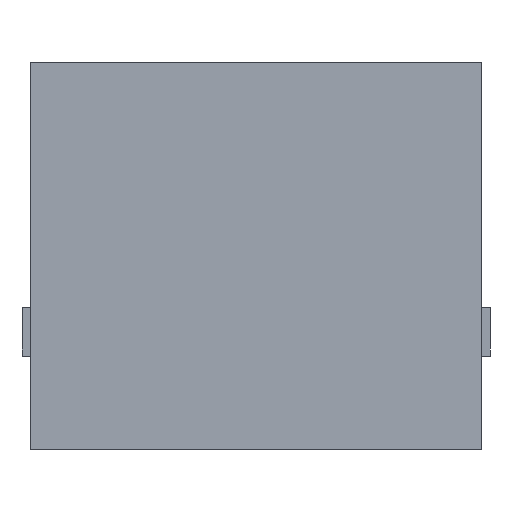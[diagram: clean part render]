
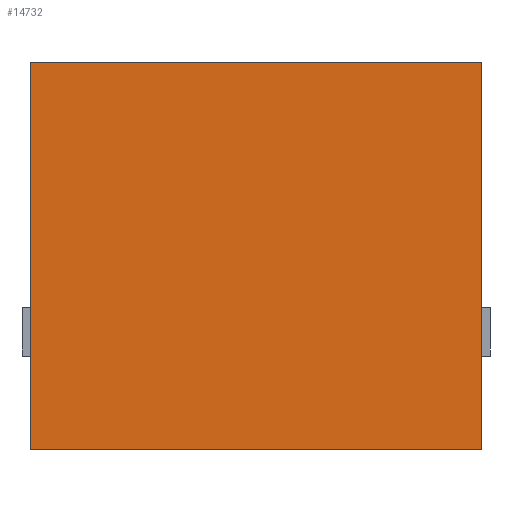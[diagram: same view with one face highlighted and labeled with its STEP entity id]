
A CAD part, front view. The second image highlights one B-rep face of the part: STEP entity #14732.
In plain terms, the highlighted planar face has unit normal (0, -1, 0).
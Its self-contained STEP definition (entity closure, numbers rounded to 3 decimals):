
#392 = CARTESIAN_POINT ( 'NONE',  ( -13.35, 0., 5.2 ) ) ;
#985 = VERTEX_POINT ( 'NONE', #32933 ) ;
#1121 = CARTESIAN_POINT ( 'NONE',  ( 0.65, 0., 5.2 ) ) ;
#1357 = EDGE_CURVE ( 'Defeature ausgef�hrt2_40+Defeature ausgef�hrt2_9+Defeature ausgef�hrt2_39+Defeature ausgef�hrt2_41', #2996, #19289, #14219, .T. ) ;
#2996 = VERTEX_POINT ( 'NONE', #392 ) ;
#3493 = CARTESIAN_POINT ( 'NONE',  ( 0.65, 0., -6.8 ) ) ;
#4500 = EDGE_LOOP ( 'NONE', ( #18955, #21410, #13541, #29938 ) ) ;
#4859 = VECTOR ( 'NONE', #16753, 1000. ) ;
#5138 = EDGE_CURVE ( 'Defeature ausgef�hrt2_42+Defeature ausgef�hrt2_9+Defeature ausgef�hrt2_41+Defeature ausgef�hrt2_39', #985, #5599, #9246, .T. ) ;
#5599 = VERTEX_POINT ( 'NONE', #20237 ) ;
#7766 = CARTESIAN_POINT ( 'NONE',  ( -81.3, 0., 50.8 ) ) ;
#7936 = LINE ( 'NONE', #8210, #10691 ) ;
#8210 = CARTESIAN_POINT ( 'NONE',  ( -13.35, 0., -6.8 ) ) ;
#9246 = LINE ( 'NONE', #29342, #4859 ) ;
#10691 = VECTOR ( 'NONE', #15685, 1000. ) ;
#11319 = LINE ( 'NONE', #3493, #22451 ) ;
#12922 = DIRECTION ( 'NONE',  ( 0., 1., 0. ) ) ;
#13541 = ORIENTED_EDGE ( 'NONE', *, *, #5138, .F. ) ;
#14075 = CARTESIAN_POINT ( 'NONE',  ( -13.35, 0., 5.2 ) ) ;
#14219 = LINE ( 'NONE', #14075, #32905 ) ;
#14732 = ADVANCED_FACE ( 'Defeature ausgef�hrt2_9', ( #22476 ), #17481, .F. ) ;
#15685 = DIRECTION ( 'NONE',  ( 0., 0., 1. ) ) ;
#16753 = DIRECTION ( 'NONE',  ( -1., 0., 0. ) ) ;
#17481 = PLANE ( 'NONE',  #22410 ) ;
#18592 = DIRECTION ( 'NONE',  ( 0., 0., -1. ) ) ;
#18867 = DIRECTION ( 'NONE',  ( 1., 0., 0. ) ) ;
#18955 = ORIENTED_EDGE ( 'NONE', *, *, #1357, .F. ) ;
#19289 = VERTEX_POINT ( 'NONE', #1121 ) ;
#20237 = CARTESIAN_POINT ( 'NONE',  ( -13.35, 0., -6.8 ) ) ;
#20471 = DIRECTION ( 'NONE',  ( 0., 0., 1. ) ) ;
#21410 = ORIENTED_EDGE ( 'NONE', *, *, #21916, .F. ) ;
#21916 = EDGE_CURVE ( 'Defeature ausgef�hrt2_39+Defeature ausgef�hrt2_9+Defeature ausgef�hrt2_42+Defeature ausgef�hrt2_40', #5599, #2996, #7936, .T. ) ;
#22410 = AXIS2_PLACEMENT_3D ( 'NONE', #7766, #12922, #20471 ) ;
#22451 = VECTOR ( 'NONE', #18592, 1000. ) ;
#22476 = FACE_OUTER_BOUND ( 'NONE', #4500, .T. ) ;
#29342 = CARTESIAN_POINT ( 'NONE',  ( -13.35, 0., -6.8 ) ) ;
#29938 = ORIENTED_EDGE ( 'NONE', *, *, #32283, .F. ) ;
#32283 = EDGE_CURVE ( 'Defeature ausgef�hrt2_41+Defeature ausgef�hrt2_9+Defeature ausgef�hrt2_40+Defeature ausgef�hrt2_42', #19289, #985, #11319, .T. ) ;
#32905 = VECTOR ( 'NONE', #18867, 1000. ) ;
#32933 = CARTESIAN_POINT ( 'NONE',  ( 0.65, 0., -6.8 ) ) ;
